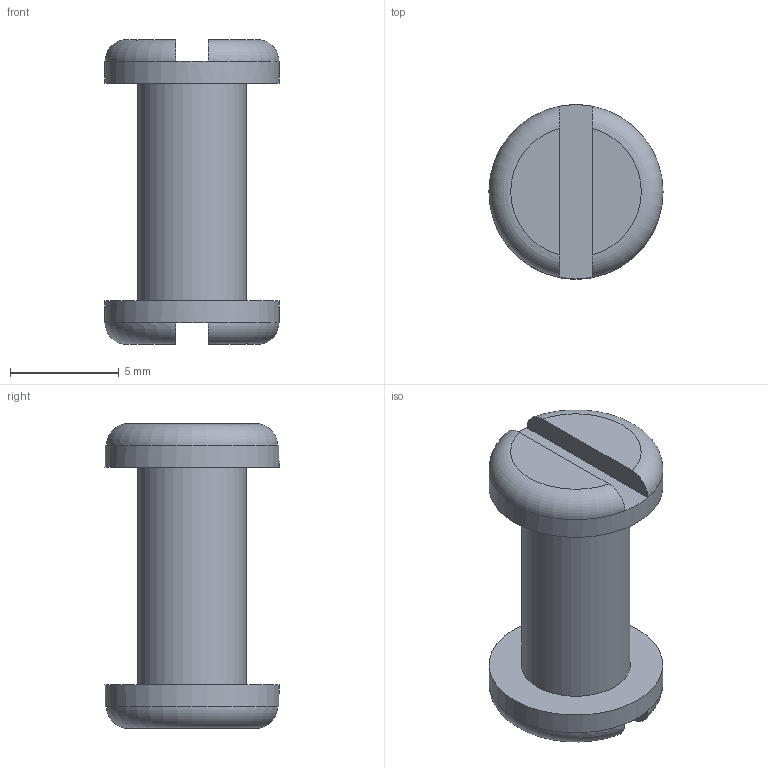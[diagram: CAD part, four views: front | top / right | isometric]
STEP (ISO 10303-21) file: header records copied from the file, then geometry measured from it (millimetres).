
FILE_DESCRIPTION(/* description */ ('Unknown'),/* implementation_level */ '2;1');
FILE_NAME(/* name */ 'Hand_Brake_Pin',/* time_stamp */ '2024-09-21T18:29:03-03:00',/* author */ ('Unknown'),/* organization */ ('Unknown'),/* preprocessor_version */ 'ST-DEVELOPER v18.102',/* originating_system */ 'Solid Edge',/* authorisation */ 'Unknown');
FILE_SCHEMA (('AUTOMOTIVE_DESIGN {1 0 10303 214 3 1 1}'));
Length unit declared in the file: millimetre
Products named in the file (1): Part3
Bounding box: 8 x 8 x 14 mm (x, y, z)
Volume: 364.7 mm3; surface area: 423.2 mm2
Topology: 1 solids, 1 shells, 19 faces, 37 edges, 22 vertices
Faces by surface type: plane 12, torus 4, cylinder 3
Full cylindrical faces by diameter (mm): 5 x1, 8 x2
Entity records: 496 total; most frequent: CARTESIAN_POINT 104, DIRECTION 80, ORIENTED_EDGE 64, AXIS2_PLACEMENT_3D 36, EDGE_CURVE 32, EDGE_LOOP 24, FACE_BOUND 24, VERTEX_POINT 20
